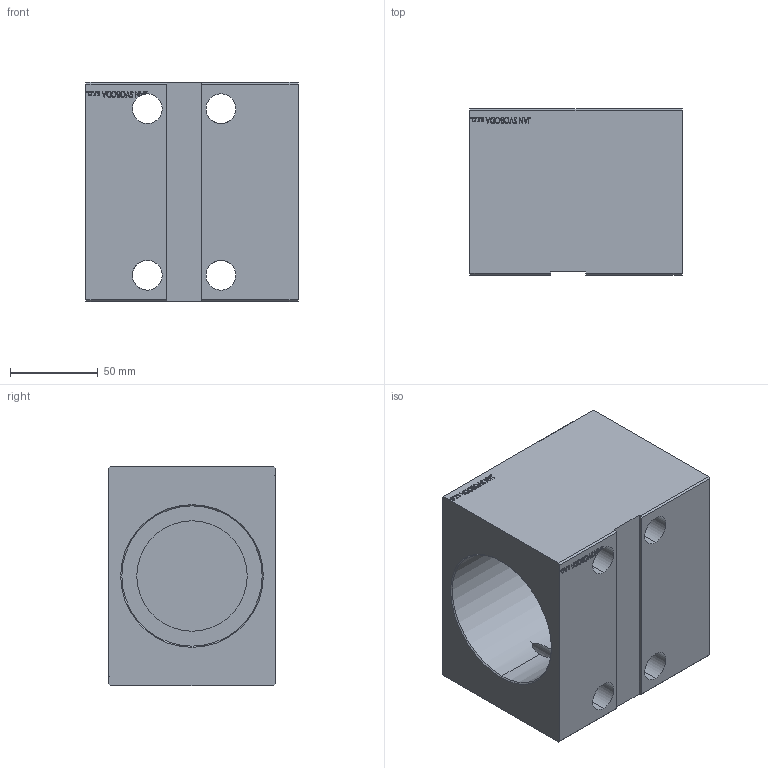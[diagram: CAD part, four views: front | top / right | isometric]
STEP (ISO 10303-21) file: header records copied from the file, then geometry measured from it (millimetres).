
FILE_DESCRIPTION (( 'STEP AP203' ), '1' );
FILE_NAME ('4921.STEP', '2022-04-07T14:54:04', ( '' ), ( '' ), 'SwSTEP 2.0', 'SolidWorks 2019', '' );
FILE_SCHEMA (( 'CONFIG_CONTROL_DESIGN' ));
Length unit declared in the file: millimetre
Products named in the file (1): 4921
Bounding box: 121 x 95 x 125 mm (x, y, z)
Volume: 852076.8 mm3; surface area: 119918 mm2
Topology: 1 solids, 1 shells, 777 faces, 2074 edges, 1382 vertices
Faces by surface type: plane 381, bspline 380, cylinder 14, cone 2
Entity records: 41923 total; most frequent: CARTESIAN_POINT 25022, ORIENTED_EDGE 4148, DIRECTION 2140, EDGE_CURVE 2074, VERTEX_POINT 1382, LINE 1252, VECTOR 1252, EDGE_LOOP 876
